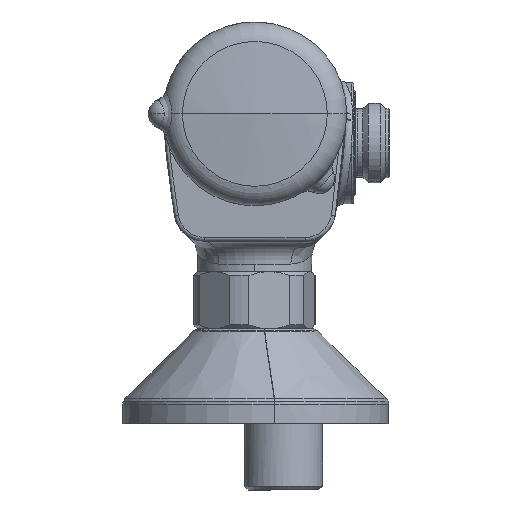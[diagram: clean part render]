
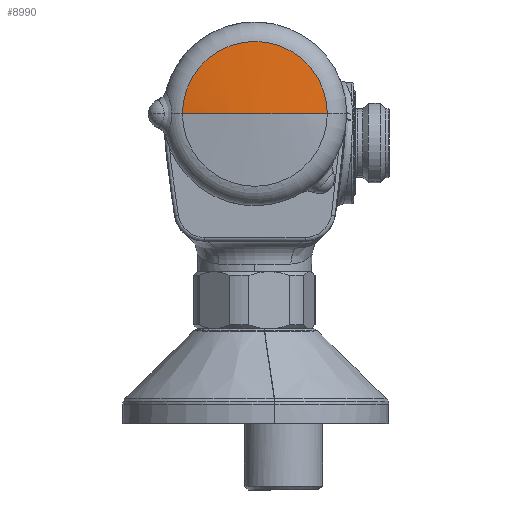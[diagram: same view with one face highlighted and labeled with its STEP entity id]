
A CAD part, left-side view. The second image highlights one B-rep face of the part: STEP entity #8990.
In plain terms, the highlighted spherical face has radius 130 mm.
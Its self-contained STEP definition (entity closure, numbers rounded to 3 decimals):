
#625 = VERTEX_POINT ( 'NONE', #4122 ) ;
#655 = CIRCLE ( 'NONE', #2856, 130. ) ;
#2785 = CARTESIAN_POINT ( 'NONE',  ( -15.049, 0., 57. ) ) ;
#2856 = AXIS2_PLACEMENT_3D ( 'NONE', #2785, #10315, #5556 ) ;
#2940 = EDGE_LOOP ( 'NONE', ( #10099, #5000, #9425 ) ) ;
#3857 = EDGE_CURVE ( 'NONE', #8679, #625, #4164, .T. ) ;
#3952 = FACE_OUTER_BOUND ( 'NONE', #2940, .T. ) ;
#4122 = CARTESIAN_POINT ( 'NONE',  ( -143.646, 19.051, 57. ) ) ;
#4164 = CIRCLE ( 'NONE', #11953, 130. ) ;
#4199 = EDGE_CURVE ( 'NONE', #8679, #13655, #655, .T. ) ;
#4798 = CARTESIAN_POINT ( 'NONE',  ( -143.646, 0., 57. ) ) ;
#5000 = ORIENTED_EDGE ( 'NONE', *, *, #4199, .T. ) ;
#5518 = DIRECTION ( 'NONE',  ( 0., -1., 0. ) ) ;
#5556 = DIRECTION ( 'NONE',  ( 1., 0., 0. ) ) ;
#5625 = CARTESIAN_POINT ( 'NONE',  ( -15.049, 0., 57. ) ) ;
#6062 = DIRECTION ( 'NONE',  ( -1., 0., 0. ) ) ;
#6288 = CARTESIAN_POINT ( 'NONE',  ( -145.049, 0., 57. ) ) ;
#7148 = CARTESIAN_POINT ( 'NONE',  ( -15.049, 0., 57. ) ) ;
#7893 = AXIS2_PLACEMENT_3D ( 'NONE', #4798, #6062, #8396 ) ;
#7948 = DIRECTION ( 'NONE',  ( 0., 0., -1. ) ) ;
#8396 = DIRECTION ( 'NONE',  ( 0., -1., 0. ) ) ;
#8679 = VERTEX_POINT ( 'NONE', #6288 ) ;
#8990 = ADVANCED_FACE ( 'NONE', ( #3952 ), #10476, .T. ) ;
#9425 = ORIENTED_EDGE ( 'NONE', *, *, #10097, .T. ) ;
#10097 = EDGE_CURVE ( 'NONE', #13655, #625, #11730, .T. ) ;
#10099 = ORIENTED_EDGE ( 'NONE', *, *, #3857, .F. ) ;
#10315 = DIRECTION ( 'NONE',  ( 0., 0., 1. ) ) ;
#10476 = SPHERICAL_SURFACE ( 'NONE', #11302, 130. ) ;
#11302 = AXIS2_PLACEMENT_3D ( 'NONE', #5625, #7948, #5518 ) ;
#11730 = CIRCLE ( 'NONE', #7893, 19.051 ) ;
#11953 = AXIS2_PLACEMENT_3D ( 'NONE', #7148, #14056, #14152 ) ;
#13655 = VERTEX_POINT ( 'NONE', #13796 ) ;
#13796 = CARTESIAN_POINT ( 'NONE',  ( -143.646, -19.051, 57. ) ) ;
#14056 = DIRECTION ( 'NONE',  ( 0., 0., -1. ) ) ;
#14152 = DIRECTION ( 'NONE',  ( 0., 1., 0. ) ) ;
